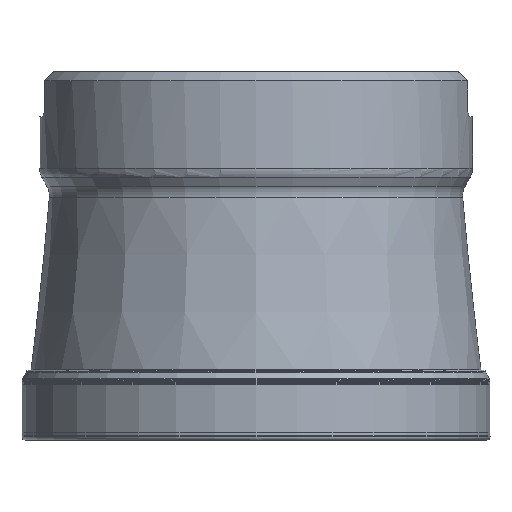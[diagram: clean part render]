
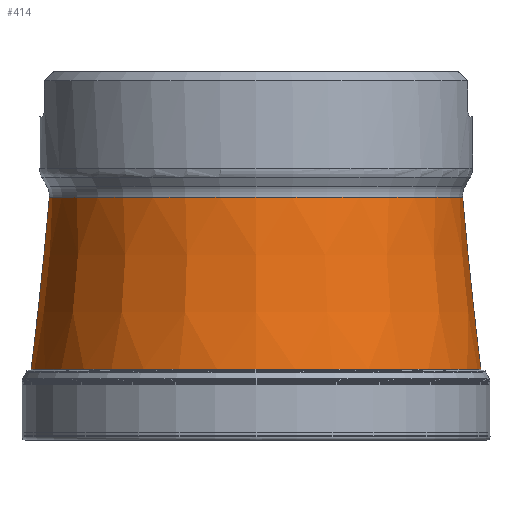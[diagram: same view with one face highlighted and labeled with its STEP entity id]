
A CAD part, left-side view. The second image highlights one B-rep face of the part: STEP entity #414.
In plain terms, the highlighted conical face has half-angle 6.052 degrees and reference radius 22.345 mm.
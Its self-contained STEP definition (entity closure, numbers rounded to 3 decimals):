
#189=FACE_BOUND('',#598,.T.);
#190=FACE_BOUND('',#599,.T.);
#321=CONICAL_SURFACE('',#1707,22.345,6.052);
#414=ADVANCED_FACE('',(#189,#190),#321,.T.);
#598=EDGE_LOOP('',(#903));
#599=EDGE_LOOP('',(#904));
#784=CIRCLE('',#1705,22.414);
#785=CIRCLE('',#1706,24.389);
#903=ORIENTED_EDGE('',*,*,#1428,.T.);
#904=ORIENTED_EDGE('',*,*,#1429,.T.);
#1285=VERTEX_POINT('',#2464);
#1286=VERTEX_POINT('',#2466);
#1428=EDGE_CURVE('',#1285,#1285,#784,.T.);
#1429=EDGE_CURVE('',#1286,#1286,#785,.T.);
#1705=AXIS2_PLACEMENT_3D('',#2463,#1920,#1921);
#1706=AXIS2_PLACEMENT_3D('',#2465,#1922,#1923);
#1707=AXIS2_PLACEMENT_3D('',#2467,#1924,#1925);
#1920=DIRECTION('',(0.,0.,-1.));
#1921=DIRECTION('',(-1.,0.,0.));
#1922=DIRECTION('',(0.,0.,1.));
#1923=DIRECTION('',(1.,0.,0.));
#1924=DIRECTION('',(0.,0.,-1.));
#1925=DIRECTION('',(-1.,0.,0.));
#2463=CARTESIAN_POINT('',(0.,0.,-13.647));
#2464=CARTESIAN_POINT('',(-22.414,0.,-13.647));
#2465=CARTESIAN_POINT('',(0.,0.,-32.276));
#2466=CARTESIAN_POINT('',(24.389,0.,-32.276));
#2467=CARTESIAN_POINT('',(0.,0.,-13.));
